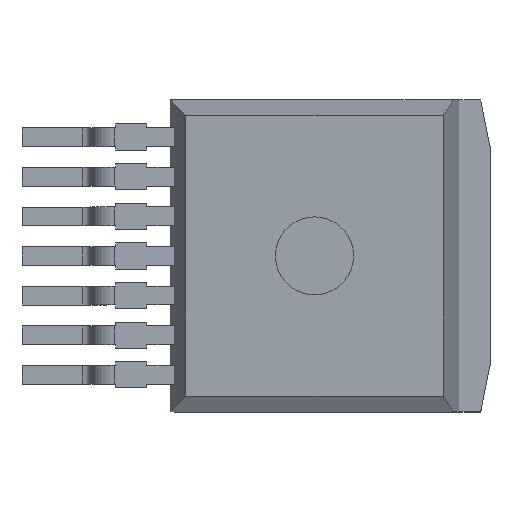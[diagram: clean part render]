
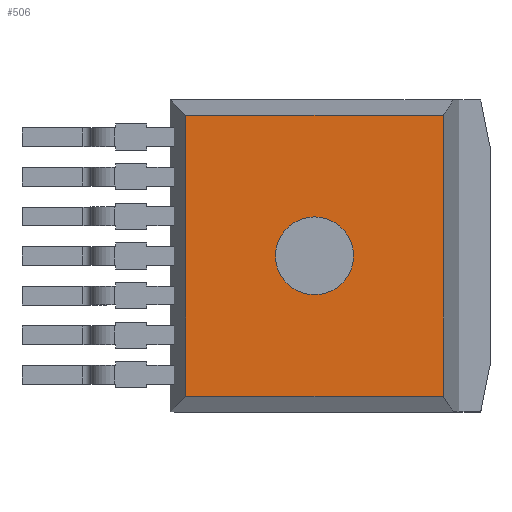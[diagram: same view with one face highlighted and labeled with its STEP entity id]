
A CAD part, top view. The second image highlights one B-rep face of the part: STEP entity #506.
In plain terms, the highlighted planar face has unit normal (0, 0, 1).
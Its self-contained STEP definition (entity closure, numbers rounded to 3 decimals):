
#12=DIRECTION('',(0.,0.,1.));
#33=VECTOR('',#34,1.);
#34=DIRECTION('',(0.,-1.,0.));
#46=DIRECTION('',(1.,0.,0.));
#64=VECTOR('',#65,1.);
#65=DIRECTION('',(-1.,0.,0.));
#109=DIRECTION('',(0.,1.,0.));
#113=ORIENTED_EDGE('',*,*,#114,.T.);
#114=EDGE_CURVE('',#115,#117,#119,.T.);
#115=VERTEX_POINT('',#116);
#116=CARTESIAN_POINT('',(-2.25,4.5,4.42));
#117=VERTEX_POINT('',#118);
#118=CARTESIAN_POINT('',(-2.25,-4.5,4.42));
#119=LINE('',#120,#33);
#120=CARTESIAN_POINT('',(-2.25,5.,4.42));
#361=VECTOR('',#46,1.);
#390=VERTEX_POINT('',#391);
#391=CARTESIAN_POINT('',(6.,4.5,4.42));
#396=ORIENTED_EDGE('',*,*,#397,.T.);
#397=EDGE_CURVE('',#390,#115,#398,.T.);
#398=LINE('',#391,#64);
#416=VECTOR('',#109,1.);
#445=EDGE_CURVE('',#446,#390,#448,.T.);
#446=VERTEX_POINT('',#447);
#447=CARTESIAN_POINT('',(6.,-4.5,4.42));
#448=LINE('',#449,#416);
#449=CARTESIAN_POINT('',(6.,-5.,4.42));
#506=ADVANCED_FACE('',(#507,#513),#523,.T.);
#507=FACE_BOUND('',#508,.T.);
#508=EDGE_LOOP('',(#113,#509,#512,#396));
#509=ORIENTED_EDGE('',*,*,#510,.T.);
#510=EDGE_CURVE('',#117,#446,#511,.T.);
#511=LINE('',#118,#361);
#512=ORIENTED_EDGE('',*,*,#445,.T.);
#513=FACE_BOUND('',#514,.T.);
#514=EDGE_LOOP('',(#515));
#515=ORIENTED_EDGE('',*,*,#516,.T.);
#516=EDGE_CURVE('',#517,#517,#519,.T.);
#517=VERTEX_POINT('',#518);
#518=CARTESIAN_POINT('',(0.625,0.,4.42));
#519=CIRCLE('',#520,1.25);
#520=AXIS2_PLACEMENT_3D('',#521,#522,#65);
#521=CARTESIAN_POINT('',(1.875,0.,4.42));
#522=DIRECTION('',(0.,0.,-1.));
#523=PLANE('',#524);
#524=AXIS2_PLACEMENT_3D('',#525,#12,#46);
#525=CARTESIAN_POINT('',(1.875,0.,4.42));
